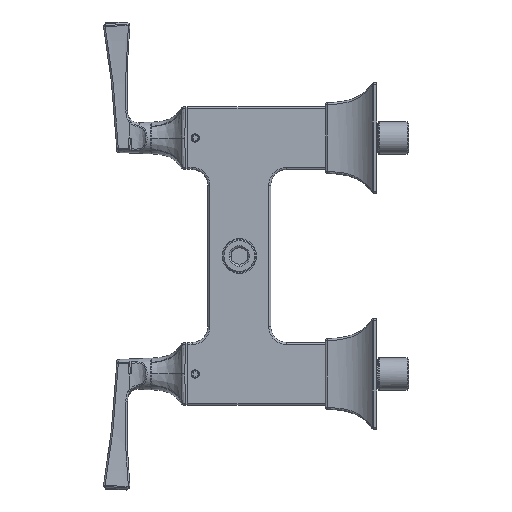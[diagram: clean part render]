
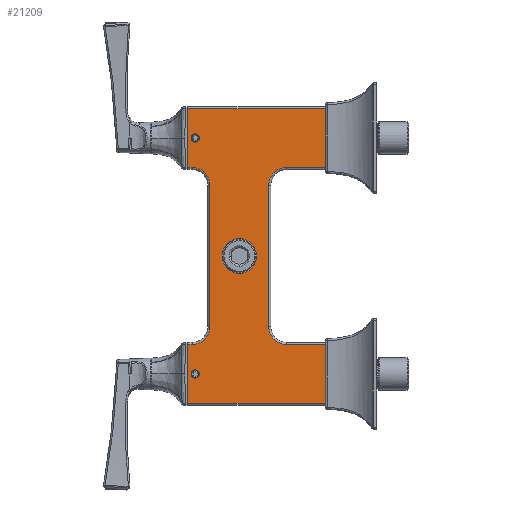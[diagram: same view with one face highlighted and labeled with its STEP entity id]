
A CAD part, left-side view. The second image highlights one B-rep face of the part: STEP entity #21209.
In plain terms, the highlighted face is planar.
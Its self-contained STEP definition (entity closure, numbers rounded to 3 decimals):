
#14755=DIRECTION('',(0.,-1.,0.));
#14756=VECTOR('',#14755,94.6);
#14757=CARTESIAN_POINT('',(-93.75,-0.2,20.));
#14758=LINE('',#14757,#14756);
#14763=CARTESIAN_POINT('',(-45.,-3.,20.));
#14764=DIRECTION('',(0.,0.,1.));
#14765=DIRECTION('',(-1.,0.,0.));
#14766=AXIS2_PLACEMENT_3D('',#14763,#14764,#14765);
#14768=CARTESIAN_POINT('',(45.,-3.,20.));
#14769=DIRECTION('',(0.,0.,1.));
#14770=DIRECTION('',(0.,-1.,0.));
#14771=AXIS2_PLACEMENT_3D('',#14768,#14769,#14770);
#14773=CARTESIAN_POINT('',(45.,-63.,20.));
#14774=DIRECTION('',(0.,0.,1.));
#14775=DIRECTION('',(1.,0.,0.));
#14776=AXIS2_PLACEMENT_3D('',#14773,#14774,#14775);
#14778=CARTESIAN_POINT('',(-45.,-63.,20.));
#14779=DIRECTION('',(0.,0.,1.));
#14780=DIRECTION('',(0.,1.,0.));
#14781=AXIS2_PLACEMENT_3D('',#14778,#14779,#14780);
#14783=CARTESIAN_POINT('',(75.,-5.,20.));
#14784=DIRECTION('',(0.,0.,1.));
#14785=DIRECTION('',(0.,-1.,0.));
#14786=AXIS2_PLACEMENT_3D('',#14783,#14784,#14785);
#14788=CARTESIAN_POINT('',(75.,-5.,20.));
#14789=DIRECTION('',(0.,0.,1.));
#14790=DIRECTION('',(0.,1.,0.));
#14791=AXIS2_PLACEMENT_3D('',#14788,#14789,#14790);
#14793=CARTESIAN_POINT('',(-75.,-5.,20.));
#14794=DIRECTION('',(0.,0.,1.));
#14795=DIRECTION('',(0.,1.,0.));
#14796=AXIS2_PLACEMENT_3D('',#14793,#14794,#14795);
#14798=CARTESIAN_POINT('',(-75.,-5.,20.));
#14799=DIRECTION('',(0.,0.,1.));
#14800=DIRECTION('',(0.,-1.,0.));
#14801=AXIS2_PLACEMENT_3D('',#14798,#14799,#14800);
#14803=CARTESIAN_POINT('',(0.,-33.,20.));
#14804=DIRECTION('',(0.,0.,1.));
#14805=DIRECTION('',(0.,-1.,0.));
#14806=AXIS2_PLACEMENT_3D('',#14803,#14804,#14805);
#14808=CARTESIAN_POINT('',(0.,-33.,20.));
#14809=DIRECTION('',(0.,0.,1.));
#14810=DIRECTION('',(0.,1.,0.));
#14811=AXIS2_PLACEMENT_3D('',#14808,#14809,#14810);
#14813=DIRECTION('',(-1.,0.,0.));
#14814=VECTOR('',#14813,37.45);
#14815=CARTESIAN_POINT('',(-56.3,-0.2,20.));
#14816=LINE('',#14815,#14814);
#14840=DIRECTION('',(0.,1.,0.));
#14841=VECTOR('',#14840,2.8);
#14842=CARTESIAN_POINT('',(-56.3,-3.,20.));
#14843=LINE('',#14842,#14841);
#14859=DIRECTION('',(-1.,0.,0.));
#14860=VECTOR('',#14859,90.);
#14861=CARTESIAN_POINT('',(45.,-14.3,20.));
#14862=LINE('',#14861,#14860);
#14882=DIRECTION('',(0.,-1.,0.));
#14883=VECTOR('',#14882,2.8);
#14884=CARTESIAN_POINT('',(56.3,-0.2,20.));
#14885=LINE('',#14884,#14883);
#14905=DIRECTION('',(-1.,0.,0.));
#14906=VECTOR('',#14905,37.45);
#14907=CARTESIAN_POINT('',(93.75,-0.2,20.));
#14908=LINE('',#14907,#14906);
#14932=DIRECTION('',(0.,1.,0.));
#14933=VECTOR('',#14932,94.6);
#14934=CARTESIAN_POINT('',(93.75,-94.8,20.));
#14935=LINE('',#14934,#14933);
#14951=DIRECTION('',(1.,0.,0.));
#14952=VECTOR('',#14951,37.5);
#14953=CARTESIAN_POINT('',(56.25,-94.8,20.));
#14954=LINE('',#14953,#14952);
#14978=DIRECTION('',(0.,-1.,0.));
#14979=VECTOR('',#14978,31.8);
#14980=CARTESIAN_POINT('',(56.25,-63.,20.));
#14981=LINE('',#14980,#14979);
#14997=DIRECTION('',(1.,0.,0.));
#14998=VECTOR('',#14997,90.);
#14999=CARTESIAN_POINT('',(-45.,-51.75,20.));
#15000=LINE('',#14999,#14998);
#15020=DIRECTION('',(0.,1.,0.));
#15021=VECTOR('',#15020,31.8);
#15022=CARTESIAN_POINT('',(-56.25,-94.8,20.));
#15023=LINE('',#15022,#15021);
#15043=DIRECTION('',(1.,0.,0.));
#15044=VECTOR('',#15043,37.5);
#15045=CARTESIAN_POINT('',(-93.75,-94.8,20.));
#15046=LINE('',#15045,#15044);
#19158=CARTESIAN_POINT('',(75.,-7.6,20.));
#19159=CARTESIAN_POINT('',(75.,-2.4,20.));
#19160=VERTEX_POINT('',#19158);
#19161=VERTEX_POINT('',#19159);
#19162=CARTESIAN_POINT('',(-56.3,-0.2,20.));
#19163=CARTESIAN_POINT('',(-93.75,-0.2,20.));
#19164=VERTEX_POINT('',#19162);
#19165=VERTEX_POINT('',#19163);
#19166=CARTESIAN_POINT('',(-56.3,-3.,20.));
#19167=VERTEX_POINT('',#19166);
#19168=CARTESIAN_POINT('',(-45.,-14.3,20.));
#19169=VERTEX_POINT('',#19168);
#19170=CARTESIAN_POINT('',(45.,-14.3,20.));
#19171=VERTEX_POINT('',#19170);
#19172=CARTESIAN_POINT('',(56.3,-3.,20.));
#19173=VERTEX_POINT('',#19172);
#19174=CARTESIAN_POINT('',(56.3,-0.2,20.));
#19175=VERTEX_POINT('',#19174);
#19176=CARTESIAN_POINT('',(93.75,-0.2,20.));
#19177=VERTEX_POINT('',#19176);
#19178=CARTESIAN_POINT('',(93.75,-94.8,20.));
#19179=VERTEX_POINT('',#19178);
#19180=CARTESIAN_POINT('',(56.25,-94.8,20.));
#19181=VERTEX_POINT('',#19180);
#19182=CARTESIAN_POINT('',(56.25,-63.,20.));
#19183=VERTEX_POINT('',#19182);
#19184=CARTESIAN_POINT('',(45.,-51.75,20.));
#19185=VERTEX_POINT('',#19184);
#19186=CARTESIAN_POINT('',(-45.,-51.75,20.));
#19187=VERTEX_POINT('',#19186);
#19188=CARTESIAN_POINT('',(-56.25,-63.,20.));
#19189=VERTEX_POINT('',#19188);
#19190=CARTESIAN_POINT('',(-56.25,-94.8,20.));
#19191=VERTEX_POINT('',#19190);
#19192=CARTESIAN_POINT('',(-93.75,-94.8,20.));
#19193=VERTEX_POINT('',#19192);
#19194=CARTESIAN_POINT('',(-75.,-2.4,20.));
#19195=CARTESIAN_POINT('',(-75.,-7.6,20.));
#19196=VERTEX_POINT('',#19194);
#19197=VERTEX_POINT('',#19195);
#19198=CARTESIAN_POINT('',(0.,-44.,20.));
#19199=CARTESIAN_POINT('',(0.,-22.,20.));
#19200=VERTEX_POINT('',#19198);
#19201=VERTEX_POINT('',#19199);
#21153=CARTESIAN_POINT('',(0.,0.,20.));
#21154=DIRECTION('',(0.,0.,1.));
#21155=DIRECTION('',(1.,0.,0.));
#21156=AXIS2_PLACEMENT_3D('',#21153,#21154,#21155);
#21157=PLANE('',#21156);
#21159=ORIENTED_EDGE('',*,*,#21158,.F.);
#21161=ORIENTED_EDGE('',*,*,#21160,.F.);
#21163=ORIENTED_EDGE('',*,*,#21162,.T.);
#21165=ORIENTED_EDGE('',*,*,#21164,.F.);
#21167=ORIENTED_EDGE('',*,*,#21166,.T.);
#21169=ORIENTED_EDGE('',*,*,#21168,.F.);
#21171=ORIENTED_EDGE('',*,*,#21170,.F.);
#21173=ORIENTED_EDGE('',*,*,#21172,.F.);
#21175=ORIENTED_EDGE('',*,*,#21174,.F.);
#21177=ORIENTED_EDGE('',*,*,#21176,.F.);
#21179=ORIENTED_EDGE('',*,*,#21178,.T.);
#21181=ORIENTED_EDGE('',*,*,#21180,.F.);
#21183=ORIENTED_EDGE('',*,*,#21182,.T.);
#21185=ORIENTED_EDGE('',*,*,#21184,.F.);
#21187=ORIENTED_EDGE('',*,*,#21186,.F.);
#21188=ORIENTED_EDGE('',*,*,#21145,.F.);
#21189=EDGE_LOOP('',(#21159,#21161,#21163,#21165,#21167,#21169,#21171,#21173,
#21175,#21177,#21179,#21181,#21183,#21185,#21187,#21188));
#21190=FACE_OUTER_BOUND('',#21189,.F.);
#21192=ORIENTED_EDGE('',*,*,#21191,.T.);
#21194=ORIENTED_EDGE('',*,*,#21193,.T.);
#21195=EDGE_LOOP('',(#21192,#21194));
#21196=FACE_BOUND('',#21195,.F.);
#21198=ORIENTED_EDGE('',*,*,#21197,.T.);
#21200=ORIENTED_EDGE('',*,*,#21199,.T.);
#21201=EDGE_LOOP('',(#21198,#21200));
#21202=FACE_BOUND('',#21201,.F.);
#21204=ORIENTED_EDGE('',*,*,#21203,.T.);
#21206=ORIENTED_EDGE('',*,*,#21205,.T.);
#21207=EDGE_LOOP('',(#21204,#21206));
#21208=FACE_BOUND('',#21207,.F.);
#21209=ADVANCED_FACE('',(#21190,#21196,#21202,#21208),#21157,.T.);
#14767=CIRCLE('',#14766,11.3);
#14772=CIRCLE('',#14771,11.3);
#14777=CIRCLE('',#14776,11.25);
#14782=CIRCLE('',#14781,11.25);
#14787=CIRCLE('',#14786,2.6);
#14792=CIRCLE('',#14791,2.6);
#14797=CIRCLE('',#14796,2.6);
#14802=CIRCLE('',#14801,2.6);
#14807=CIRCLE('',#14806,11.);
#14812=CIRCLE('',#14811,11.);
#21145=EDGE_CURVE('',#19165,#19193,#14758,.T.);
#21158=EDGE_CURVE('',#19164,#19165,#14816,.T.);
#21160=EDGE_CURVE('',#19167,#19164,#14843,.T.);
#21162=EDGE_CURVE('',#19167,#19169,#14767,.T.);
#21164=EDGE_CURVE('',#19171,#19169,#14862,.T.);
#21166=EDGE_CURVE('',#19171,#19173,#14772,.T.);
#21168=EDGE_CURVE('',#19175,#19173,#14885,.T.);
#21170=EDGE_CURVE('',#19177,#19175,#14908,.T.);
#21172=EDGE_CURVE('',#19179,#19177,#14935,.T.);
#21174=EDGE_CURVE('',#19181,#19179,#14954,.T.);
#21176=EDGE_CURVE('',#19183,#19181,#14981,.T.);
#21178=EDGE_CURVE('',#19183,#19185,#14777,.T.);
#21180=EDGE_CURVE('',#19187,#19185,#15000,.T.);
#21182=EDGE_CURVE('',#19187,#19189,#14782,.T.);
#21184=EDGE_CURVE('',#19191,#19189,#15023,.T.);
#21186=EDGE_CURVE('',#19193,#19191,#15046,.T.);
#21191=EDGE_CURVE('',#19160,#19161,#14787,.T.);
#21193=EDGE_CURVE('',#19161,#19160,#14792,.T.);
#21197=EDGE_CURVE('',#19196,#19197,#14797,.T.);
#21199=EDGE_CURVE('',#19197,#19196,#14802,.T.);
#21203=EDGE_CURVE('',#19200,#19201,#14807,.T.);
#21205=EDGE_CURVE('',#19201,#19200,#14812,.T.);
